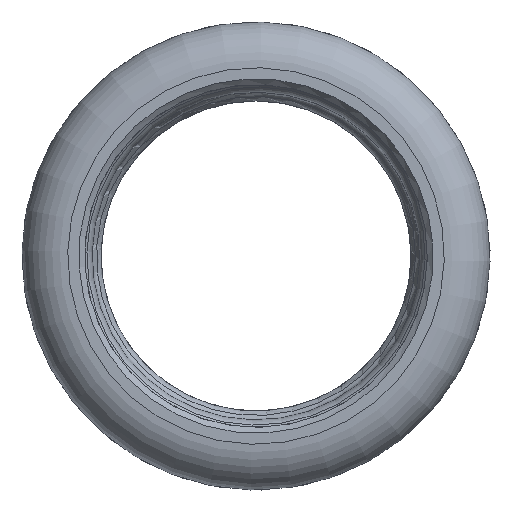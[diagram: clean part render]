
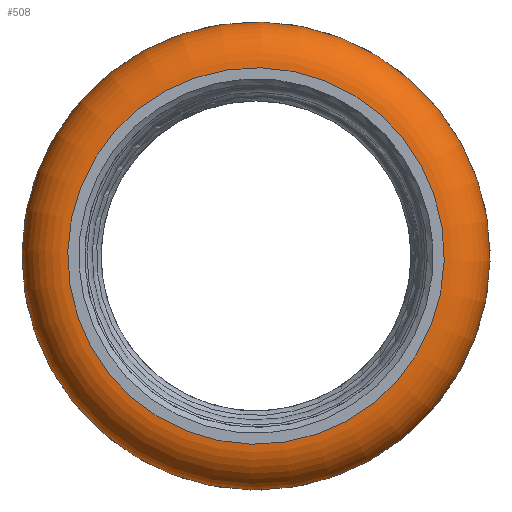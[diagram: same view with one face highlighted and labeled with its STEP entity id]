
A CAD part, left-side view. The second image highlights one B-rep face of the part: STEP entity #508.
In plain terms, the highlighted toroidal (fillet/blend) face has major radius 12.75 mm and minor radius 3.1 mm.
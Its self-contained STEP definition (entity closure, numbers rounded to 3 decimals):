
#94=FACE_OUTER_BOUND('',#129,.T.);
#129=EDGE_LOOP('',(#403,#404,#405,#406));
#177=CIRCLE('',#602,15.125);
#178=CIRCLE('',#604,12.75);
#179=CIRCLE('',#605,3.1);
#223=VERTEX_POINT('',#921);
#224=VERTEX_POINT('',#925);
#284=EDGE_CURVE('',#223,#223,#177,.T.);
#286=EDGE_CURVE('',#224,#224,#178,.T.);
#287=EDGE_CURVE('',#224,#223,#179,.T.);
#403=ORIENTED_EDGE('',*,*,#286,.F.);
#404=ORIENTED_EDGE('',*,*,#287,.T.);
#405=ORIENTED_EDGE('',*,*,#284,.T.);
#406=ORIENTED_EDGE('',*,*,#287,.F.);
#446=TOROIDAL_SURFACE('',#603,12.75,3.1);
#508=ADVANCED_FACE('',(#94),#446,.T.);
#602=AXIS2_PLACEMENT_3D('',#922,#765,#766);
#603=AXIS2_PLACEMENT_3D('',#924,#768,#769);
#604=AXIS2_PLACEMENT_3D('',#926,#770,#771);
#605=AXIS2_PLACEMENT_3D('',#927,#772,#773);
#765=DIRECTION('center_axis',(-1.,0.,0.));
#766=DIRECTION('ref_axis',(0.,1.,0.));
#768=DIRECTION('center_axis',(-1.,0.,0.));
#769=DIRECTION('ref_axis',(0.,0.878,-0.479));
#770=DIRECTION('center_axis',(-1.,0.,0.));
#771=DIRECTION('ref_axis',(0.,1.,0.));
#772=DIRECTION('center_axis',(0.,0.479,0.878));
#773=DIRECTION('ref_axis',(0.,-0.878,0.479));
#921=CARTESIAN_POINT('',(-19.907,-13.273,7.251));
#922=CARTESIAN_POINT('Origin',(-19.907,0.,0.));
#924=CARTESIAN_POINT('Origin',(-21.9,0.,0.));
#925=CARTESIAN_POINT('',(-25.,-11.189,6.113));
#926=CARTESIAN_POINT('Origin',(-25.,0.,0.));
#927=CARTESIAN_POINT('Origin',(-21.9,-11.189,6.113));
